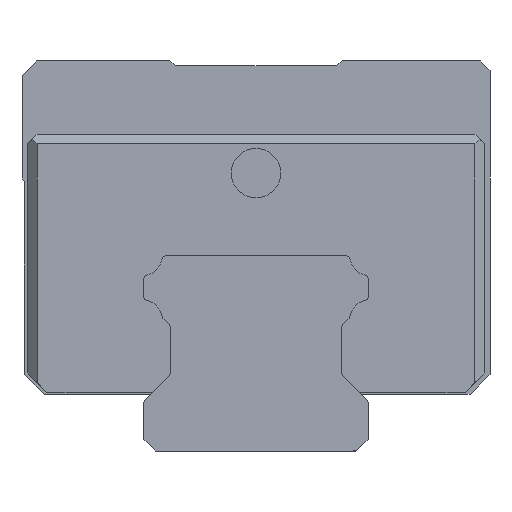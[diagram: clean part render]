
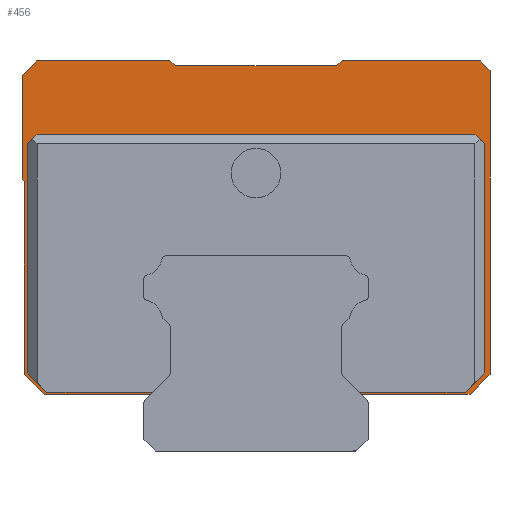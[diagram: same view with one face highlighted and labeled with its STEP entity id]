
A CAD part, left-side view. The second image highlights one B-rep face of the part: STEP entity #456.
In plain terms, the highlighted planar face has unit normal (-1, 0, 0).
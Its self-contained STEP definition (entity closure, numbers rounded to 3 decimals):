
#456=ADVANCED_FACE('',(#705),#618,.T.);
#618=PLANE('',#3046);
#705=FACE_OUTER_BOUND('',#831,.T.);
#831=EDGE_LOOP('',(#1065,#1066,#1067,#1068,#1069,#1070,#1071,#1072,#1073,
#1074,#1075,#1076,#1077,#1078,#1079,#1080,#1081,#1082,#1083,#1084,#1085,
#1086,#1087,#1088,#1089,#1090,#1091));
#1065=ORIENTED_EDGE('',*,*,#2206,.F.);
#1066=ORIENTED_EDGE('',*,*,#2207,.F.);
#1067=ORIENTED_EDGE('',*,*,#2208,.F.);
#1068=ORIENTED_EDGE('',*,*,#2209,.F.);
#1069=ORIENTED_EDGE('',*,*,#2210,.F.);
#1070=ORIENTED_EDGE('',*,*,#2211,.F.);
#1071=ORIENTED_EDGE('',*,*,#2212,.F.);
#1072=ORIENTED_EDGE('',*,*,#2213,.F.);
#1073=ORIENTED_EDGE('',*,*,#2214,.F.);
#1074=ORIENTED_EDGE('',*,*,#2215,.T.);
#1075=ORIENTED_EDGE('',*,*,#2216,.T.);
#1076=ORIENTED_EDGE('',*,*,#2217,.T.);
#1077=ORIENTED_EDGE('',*,*,#2218,.T.);
#1078=ORIENTED_EDGE('',*,*,#2219,.T.);
#1079=ORIENTED_EDGE('',*,*,#2220,.T.);
#1080=ORIENTED_EDGE('',*,*,#2221,.T.);
#1081=ORIENTED_EDGE('',*,*,#2222,.T.);
#1082=ORIENTED_EDGE('',*,*,#2223,.T.);
#1083=ORIENTED_EDGE('',*,*,#2224,.T.);
#1084=ORIENTED_EDGE('',*,*,#2225,.T.);
#1085=ORIENTED_EDGE('',*,*,#2226,.T.);
#1086=ORIENTED_EDGE('',*,*,#2227,.T.);
#1087=ORIENTED_EDGE('',*,*,#2228,.T.);
#1088=ORIENTED_EDGE('',*,*,#2229,.T.);
#1089=ORIENTED_EDGE('',*,*,#2230,.T.);
#1090=ORIENTED_EDGE('',*,*,#2231,.T.);
#1091=ORIENTED_EDGE('',*,*,#2232,.T.);
#1907=VERTEX_POINT('',#4127);
#1908=VERTEX_POINT('',#4128);
#1909=VERTEX_POINT('',#4130);
#1910=VERTEX_POINT('',#4132);
#1911=VERTEX_POINT('',#4134);
#1912=VERTEX_POINT('',#4136);
#1913=VERTEX_POINT('',#4138);
#1914=VERTEX_POINT('',#4140);
#1915=VERTEX_POINT('',#4142);
#1916=VERTEX_POINT('',#4144);
#1917=VERTEX_POINT('',#4146);
#1918=VERTEX_POINT('',#4148);
#1919=VERTEX_POINT('',#4150);
#1920=VERTEX_POINT('',#4152);
#1921=VERTEX_POINT('',#4154);
#1922=VERTEX_POINT('',#4156);
#1923=VERTEX_POINT('',#4158);
#1924=VERTEX_POINT('',#4160);
#1925=VERTEX_POINT('',#4162);
#1926=VERTEX_POINT('',#4164);
#1927=VERTEX_POINT('',#4166);
#1928=VERTEX_POINT('',#4168);
#1929=VERTEX_POINT('',#4170);
#1930=VERTEX_POINT('',#4172);
#1931=VERTEX_POINT('',#4174);
#1932=VERTEX_POINT('',#4176);
#1933=VERTEX_POINT('',#4178);
#2206=EDGE_CURVE('',#1907,#1908,#2627,.T.);
#2207=EDGE_CURVE('',#1909,#1907,#2628,.T.);
#2208=EDGE_CURVE('',#1910,#1909,#2629,.T.);
#2209=EDGE_CURVE('',#1911,#1910,#2630,.T.);
#2210=EDGE_CURVE('',#1912,#1911,#2631,.T.);
#2211=EDGE_CURVE('',#1913,#1912,#2632,.T.);
#2212=EDGE_CURVE('',#1914,#1913,#2633,.T.);
#2213=EDGE_CURVE('',#1915,#1914,#2634,.T.);
#2214=EDGE_CURVE('',#1916,#1915,#2635,.T.);
#2215=EDGE_CURVE('',#1916,#1917,#2636,.T.);
#2216=EDGE_CURVE('',#1917,#1918,#2637,.T.);
#2217=EDGE_CURVE('',#1918,#1919,#2638,.T.);
#2218=EDGE_CURVE('',#1919,#1920,#2639,.T.);
#2219=EDGE_CURVE('',#1920,#1921,#2640,.T.);
#2220=EDGE_CURVE('',#1921,#1922,#2641,.T.);
#2221=EDGE_CURVE('',#1922,#1923,#2642,.T.);
#2222=EDGE_CURVE('',#1923,#1924,#2643,.T.);
#2223=EDGE_CURVE('',#1924,#1925,#2644,.T.);
#2224=EDGE_CURVE('',#1925,#1926,#2645,.T.);
#2225=EDGE_CURVE('',#1926,#1927,#2646,.T.);
#2226=EDGE_CURVE('',#1927,#1928,#2647,.T.);
#2227=EDGE_CURVE('',#1928,#1929,#2648,.T.);
#2228=EDGE_CURVE('',#1929,#1930,#2649,.T.);
#2229=EDGE_CURVE('',#1930,#1931,#2650,.T.);
#2230=EDGE_CURVE('',#1931,#1932,#2651,.T.);
#2231=EDGE_CURVE('',#1932,#1933,#2652,.T.);
#2232=EDGE_CURVE('',#1933,#1908,#2653,.T.);
#2627=LINE('',#4126,#2849);
#2628=LINE('',#4129,#2850);
#2629=LINE('',#4131,#2851);
#2630=LINE('',#4133,#2852);
#2631=LINE('',#4135,#2853);
#2632=LINE('',#4137,#2854);
#2633=LINE('',#4139,#2855);
#2634=LINE('',#4141,#2856);
#2635=LINE('',#4143,#2857);
#2636=LINE('',#4145,#2858);
#2637=LINE('',#4147,#2859);
#2638=LINE('',#4149,#2860);
#2639=LINE('',#4151,#2861);
#2640=LINE('',#4153,#2862);
#2641=LINE('',#4155,#2863);
#2642=LINE('',#4157,#2864);
#2643=LINE('',#4159,#2865);
#2644=LINE('',#4161,#2866);
#2645=LINE('',#4163,#2867);
#2646=LINE('',#4165,#2868);
#2647=LINE('',#4167,#2869);
#2648=LINE('',#4169,#2870);
#2649=LINE('',#4171,#2871);
#2650=LINE('',#4173,#2872);
#2651=LINE('',#4175,#2873);
#2652=LINE('',#4177,#2874);
#2653=LINE('',#4179,#2875);
#2849=VECTOR('',#3343,1.);
#2850=VECTOR('',#3344,1.);
#2851=VECTOR('',#3345,1.);
#2852=VECTOR('',#3346,1.);
#2853=VECTOR('',#3347,1.);
#2854=VECTOR('',#3348,1.);
#2855=VECTOR('',#3349,1.);
#2856=VECTOR('',#3350,1.);
#2857=VECTOR('',#3351,1.);
#2858=VECTOR('',#3352,1.);
#2859=VECTOR('',#3353,1.);
#2860=VECTOR('',#3354,1.);
#2861=VECTOR('',#3355,1.);
#2862=VECTOR('',#3356,1.);
#2863=VECTOR('',#3357,1.);
#2864=VECTOR('',#3358,1.);
#2865=VECTOR('',#3359,1.);
#2866=VECTOR('',#3360,1.);
#2867=VECTOR('',#3361,1.);
#2868=VECTOR('',#3362,1.);
#2869=VECTOR('',#3363,1.);
#2870=VECTOR('',#3364,1.);
#2871=VECTOR('',#3365,1.);
#2872=VECTOR('',#3366,1.);
#2873=VECTOR('',#3367,1.);
#2874=VECTOR('',#3368,1.);
#2875=VECTOR('',#3369,1.);
#3046=AXIS2_PLACEMENT_3D('',#4180,#3370,#3371);
#3343=DIRECTION('',(0.,-1.,0.));
#3344=DIRECTION('',(0.,-0.707,-0.707));
#3345=DIRECTION('',(0.,0.,-1.));
#3346=DIRECTION('',(0.,0.707,-0.707));
#3347=DIRECTION('',(0.,1.,0.));
#3348=DIRECTION('',(0.,0.707,0.707));
#3349=DIRECTION('',(0.,0.,1.));
#3350=DIRECTION('',(0.,-0.707,0.707));
#3351=DIRECTION('',(0.,-1.,0.));
#3352=DIRECTION('',(0.,-0.707,-0.707));
#3353=DIRECTION('',(0.,-1.,0.));
#3354=DIRECTION('',(0.,-0.707,0.707));
#3355=DIRECTION('',(0.,0.,1.));
#3356=DIRECTION('',(0.,0.707,0.707));
#3357=DIRECTION('',(0.,1.,0.));
#3358=DIRECTION('',(0.,0.818,-0.576));
#3359=DIRECTION('',(0.,1.,0.));
#3360=DIRECTION('',(0.,0.818,0.576));
#3361=DIRECTION('',(0.,1.,0.));
#3362=DIRECTION('',(0.,0.707,-0.707));
#3363=DIRECTION('',(0.,0.,-1.));
#3364=DIRECTION('',(0.,0.,-1.));
#3365=DIRECTION('',(0.,-0.555,-0.832));
#3366=DIRECTION('',(0.,0.,-1.));
#3367=DIRECTION('',(0.,-0.707,-0.707));
#3368=DIRECTION('',(0.,-1.,0.));
#3369=DIRECTION('',(0.,-0.707,0.707));
#3370=DIRECTION('',(-1.,0.,0.));
#3371=DIRECTION('',(0.,0.,1.));
#4126=CARTESIAN_POINT('',(569.665,-1072.335,6.5));
#4127=CARTESIAN_POINT('',(569.665,-1072.335,6.5));
#4128=CARTESIAN_POINT('',(569.665,-1083.185,6.5));
#4129=CARTESIAN_POINT('',(569.665,-1070.335,8.5));
#4130=CARTESIAN_POINT('',(569.665,-1070.335,8.5));
#4131=CARTESIAN_POINT('',(569.665,-1070.335,32.));
#4132=CARTESIAN_POINT('',(569.665,-1070.335,32.));
#4133=CARTESIAN_POINT('',(569.665,-1071.335,33.));
#4134=CARTESIAN_POINT('',(569.665,-1071.335,33.));
#4135=CARTESIAN_POINT('',(569.665,-1116.235,33.));
#4136=CARTESIAN_POINT('',(569.665,-1116.235,33.));
#4137=CARTESIAN_POINT('',(569.665,-1117.235,32.));
#4138=CARTESIAN_POINT('',(569.665,-1117.235,32.));
#4139=CARTESIAN_POINT('',(569.665,-1117.235,8.5));
#4140=CARTESIAN_POINT('',(569.665,-1117.235,8.5));
#4141=CARTESIAN_POINT('',(569.665,-1115.235,6.5));
#4142=CARTESIAN_POINT('',(569.665,-1115.235,6.5));
#4143=CARTESIAN_POINT('',(569.665,-1072.335,6.5));
#4144=CARTESIAN_POINT('',(569.665,-1104.385,6.5));
#4145=CARTESIAN_POINT('',(569.665,-1090.231,20.655));
#4146=CARTESIAN_POINT('',(569.665,-1104.585,6.3));
#4147=CARTESIAN_POINT('',(569.665,-1107.847,6.3));
#4148=CARTESIAN_POINT('',(569.665,-1115.735,6.3));
#4149=CARTESIAN_POINT('',(569.665,-1115.735,6.3));
#4150=CARTESIAN_POINT('',(569.665,-1117.785,8.35));
#4151=CARTESIAN_POINT('',(569.665,-1117.785,8.35));
#4152=CARTESIAN_POINT('',(569.665,-1117.785,39.5));
#4153=CARTESIAN_POINT('',(569.665,-1117.785,39.5));
#4154=CARTESIAN_POINT('',(569.665,-1116.785,40.5));
#4155=CARTESIAN_POINT('',(569.665,-1116.535,40.5));
#4156=CARTESIAN_POINT('',(569.665,-1102.638,40.5));
#4157=CARTESIAN_POINT('',(569.665,-1102.638,40.5));
#4158=CARTESIAN_POINT('',(569.665,-1101.928,40.));
#4159=CARTESIAN_POINT('',(569.665,-1101.928,40.));
#4160=CARTESIAN_POINT('',(569.665,-1085.643,40.));
#4161=CARTESIAN_POINT('',(569.665,-1085.643,40.));
#4162=CARTESIAN_POINT('',(569.665,-1084.933,40.5));
#4163=CARTESIAN_POINT('',(569.665,-1084.933,40.5));
#4164=CARTESIAN_POINT('',(569.665,-1071.285,40.5));
#4165=CARTESIAN_POINT('',(569.665,-1071.285,40.5));
#4166=CARTESIAN_POINT('',(569.665,-1069.785,39.));
#4167=CARTESIAN_POINT('',(569.665,-1069.785,11.96));
#4168=CARTESIAN_POINT('',(569.665,-1069.785,35.));
#4169=CARTESIAN_POINT('',(569.665,-1069.785,35.));
#4170=CARTESIAN_POINT('',(569.665,-1069.785,28.5));
#4171=CARTESIAN_POINT('',(569.665,-1069.785,28.5));
#4172=CARTESIAN_POINT('',(569.665,-1070.035,28.126));
#4173=CARTESIAN_POINT('',(569.665,-1070.035,28.126));
#4174=CARTESIAN_POINT('',(569.665,-1070.035,8.35));
#4175=CARTESIAN_POINT('',(569.665,-1070.035,8.35));
#4176=CARTESIAN_POINT('',(569.665,-1072.085,6.3));
#4177=CARTESIAN_POINT('',(569.665,-1107.847,6.3));
#4178=CARTESIAN_POINT('',(569.665,-1082.985,6.3));
#4179=CARTESIAN_POINT('',(569.665,-1085.09,8.405));
#4180=CARTESIAN_POINT('',(569.665,-1081.535,11.96));
